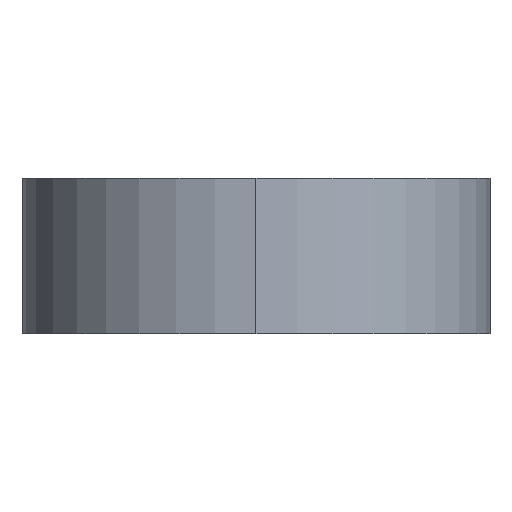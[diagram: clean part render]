
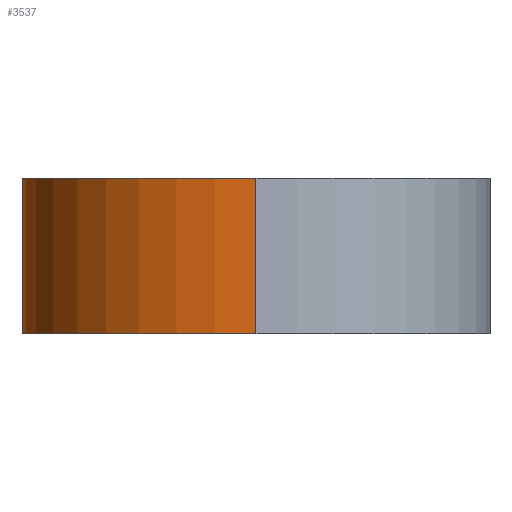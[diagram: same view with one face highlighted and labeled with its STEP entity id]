
A CAD part, front view. The second image highlights one B-rep face of the part: STEP entity #3537.
In plain terms, the highlighted cylindrical face has radius 15 mm (diameter 30 mm), a partial arc.
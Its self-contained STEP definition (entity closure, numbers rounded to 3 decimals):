
#170 = AXIS2_PLACEMENT_3D ( 'NONE', #3190, #562, #9604 ) ;
#490 = DIRECTION ( 'NONE',  ( 0., 0., -1. ) ) ;
#562 = DIRECTION ( 'NONE',  ( 0., 0., 1. ) ) ;
#667 = DIRECTION ( 'NONE',  ( -1., 0., 0. ) ) ;
#695 = CARTESIAN_POINT ( 'NONE',  ( -15., -66., 10. ) ) ;
#970 = ORIENTED_EDGE ( 'NONE', *, *, #5659, .F. ) ;
#1693 = AXIS2_PLACEMENT_3D ( 'NONE', #11516, #490, #6902 ) ;
#1697 = CYLINDRICAL_SURFACE ( 'NONE', #1693, 15. ) ;
#1756 = ORIENTED_EDGE ( 'NONE', *, *, #2012, .F. ) ;
#1976 = EDGE_CURVE ( 'NONE', #9054, #8533, #10911, .T. ) ;
#2012 = EDGE_CURVE ( 'NONE', #8533, #9974, #10313, .T. ) ;
#3190 = CARTESIAN_POINT ( 'NONE',  ( 0., -66., 10. ) ) ;
#3317 = CIRCLE ( 'NONE', #6765, 15. ) ;
#3537 = ADVANCED_FACE ( 'NONE', ( #4797 ), #1697, .T. ) ;
#4073 = CARTESIAN_POINT ( 'NONE',  ( 0., -81., 0. ) ) ;
#4452 = VERTEX_POINT ( 'NONE', #6714 ) ;
#4797 = FACE_OUTER_BOUND ( 'NONE', #11169, .T. ) ;
#5659 = EDGE_CURVE ( 'NONE', #4452, #9054, #10541, .T. ) ;
#6504 = CARTESIAN_POINT ( 'NONE',  ( 0., -81., 10. ) ) ;
#6632 = ORIENTED_EDGE ( 'NONE', *, *, #1976, .F. ) ;
#6714 = CARTESIAN_POINT ( 'NONE',  ( -15., -66., 0. ) ) ;
#6765 = AXIS2_PLACEMENT_3D ( 'NONE', #7946, #11609, #667 ) ;
#6902 = DIRECTION ( 'NONE',  ( -1., 0., 0. ) ) ;
#7109 = EDGE_CURVE ( 'NONE', #9974, #4452, #3317, .T. ) ;
#7946 = CARTESIAN_POINT ( 'NONE',  ( 0., -66., 0. ) ) ;
#8533 = VERTEX_POINT ( 'NONE', #6504 ) ;
#8868 = ORIENTED_EDGE ( 'NONE', *, *, #7109, .F. ) ;
#8893 = DIRECTION ( 'NONE',  ( 0., 0., 1. ) ) ;
#9054 = VERTEX_POINT ( 'NONE', #11405 ) ;
#9382 = CARTESIAN_POINT ( 'NONE',  ( 0., -81., 10. ) ) ;
#9604 = DIRECTION ( 'NONE',  ( -1., 0., 0. ) ) ;
#9974 = VERTEX_POINT ( 'NONE', #4073 ) ;
#10040 = VECTOR ( 'NONE', #11466, 1000. ) ;
#10313 = LINE ( 'NONE', #9382, #10040 ) ;
#10541 = LINE ( 'NONE', #695, #10855 ) ;
#10855 = VECTOR ( 'NONE', #8893, 1000. ) ;
#10911 = CIRCLE ( 'NONE', #170, 15. ) ;
#11169 = EDGE_LOOP ( 'NONE', ( #1756, #6632, #970, #8868 ) ) ;
#11405 = CARTESIAN_POINT ( 'NONE',  ( -15., -66., 10. ) ) ;
#11466 = DIRECTION ( 'NONE',  ( 0., 0., -1. ) ) ;
#11516 = CARTESIAN_POINT ( 'NONE',  ( 0., -66., 10. ) ) ;
#11609 = DIRECTION ( 'NONE',  ( 0., 0., -1. ) ) ;
